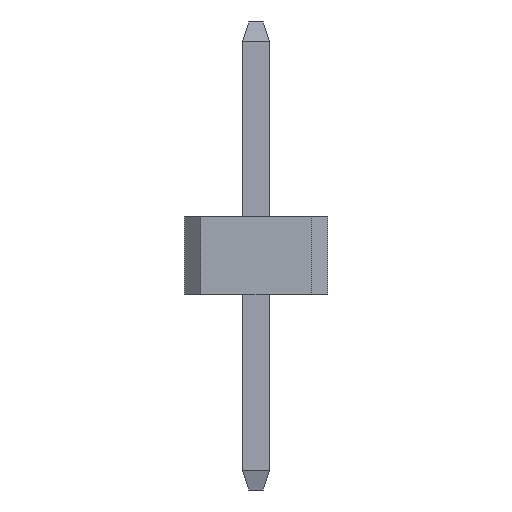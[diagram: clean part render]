
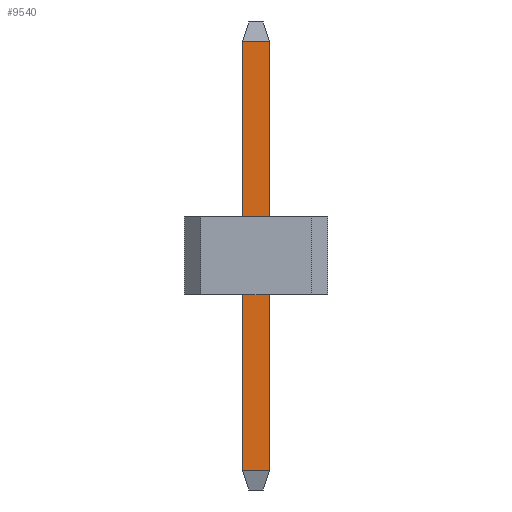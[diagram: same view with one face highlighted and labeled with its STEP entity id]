
A CAD part, front view. The second image highlights one B-rep face of the part: STEP entity #9540.
In plain terms, the highlighted face is planar.
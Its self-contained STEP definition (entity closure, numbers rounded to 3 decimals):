
#9187 = PLANE('',#9188);
#9188 = AXIS2_PLACEMENT_3D('',#9189,#9190,#9191);
#9189 = CARTESIAN_POINT('',(15.03,0.21,-3.));
#9190 = DIRECTION('',(0.,1.,0.));
#9191 = DIRECTION('',(1.,0.,0.));
#9212 = VERTEX_POINT('',#9213);
#9213 = CARTESIAN_POINT('',(15.45,0.21,3.9));
#9239 = EDGE_CURVE('',#9240,#9212,#9242,.T.);
#9240 = VERTEX_POINT('',#9241);
#9241 = CARTESIAN_POINT('',(15.45,0.21,-2.7));
#9242 = SURFACE_CURVE('',#9243,(#9247,#9254),.PCURVE_S1.);
#9243 = LINE('',#9244,#9245);
#9244 = CARTESIAN_POINT('',(15.45,0.21,-3.));
#9245 = VECTOR('',#9246,1.);
#9246 = DIRECTION('',(0.,0.,1.));
#9247 = PCURVE('',#9187,#9248);
#9248 = DEFINITIONAL_REPRESENTATION('',(#9249),#9253);
#9249 = LINE('',#9250,#9251);
#9250 = CARTESIAN_POINT('',(0.42,0.));
#9251 = VECTOR('',#9252,1.);
#9252 = DIRECTION('',(0.,-1.));
#9253 = ( GEOMETRIC_REPRESENTATION_CONTEXT(2) 
PARAMETRIC_REPRESENTATION_CONTEXT() REPRESENTATION_CONTEXT('2D SPACE',''
  ) );
#9254 = PCURVE('',#9255,#9260);
#9255 = PLANE('',#9256);
#9256 = AXIS2_PLACEMENT_3D('',#9257,#9258,#9259);
#9257 = CARTESIAN_POINT('',(15.45,0.21,-3.));
#9258 = DIRECTION('',(1.,0.,0.));
#9259 = DIRECTION('',(0.,-1.,0.));
#9260 = DEFINITIONAL_REPRESENTATION('',(#9261),#9265);
#9261 = LINE('',#9262,#9263);
#9262 = CARTESIAN_POINT('',(0.,0.));
#9263 = VECTOR('',#9264,1.);
#9264 = DIRECTION('',(0.,-1.));
#9265 = ( GEOMETRIC_REPRESENTATION_CONTEXT(2) 
PARAMETRIC_REPRESENTATION_CONTEXT() REPRESENTATION_CONTEXT('2D SPACE',''
  ) );
#9314 = PLANE('',#9315);
#9315 = AXIS2_PLACEMENT_3D('',#9316,#9317,#9318);
#9316 = CARTESIAN_POINT('',(15.45,-0.21,-3.));
#9317 = DIRECTION('',(0.,-1.,0.));
#9318 = DIRECTION('',(-1.,0.,0.));
#9422 = PLANE('',#9423);
#9423 = AXIS2_PLACEMENT_3D('',#9424,#9425,#9426);
#9424 = CARTESIAN_POINT('',(15.4,0.21,-2.85));
#9425 = DIRECTION('',(-0.949,0.,0.316
    ));
#9426 = DIRECTION('',(0.,1.,0.));
#9503 = PLANE('',#9504);
#9504 = AXIS2_PLACEMENT_3D('',#9505,#9506,#9507);
#9505 = CARTESIAN_POINT('',(15.4,0.21,4.05));
#9506 = DIRECTION('',(0.949,0.,0.316
    ));
#9507 = DIRECTION('',(0.,1.,0.));
#9540 = ADVANCED_FACE('',(#9541),#9255,.T.);
#9541 = FACE_BOUND('',#9542,.T.);
#9542 = EDGE_LOOP('',(#9543,#9544,#9567,#9590));
#9543 = ORIENTED_EDGE('',*,*,#9239,.T.);
#9544 = ORIENTED_EDGE('',*,*,#9545,.T.);
#9545 = EDGE_CURVE('',#9212,#9546,#9548,.T.);
#9546 = VERTEX_POINT('',#9547);
#9547 = CARTESIAN_POINT('',(15.45,-0.21,3.9));
#9548 = SURFACE_CURVE('',#9549,(#9553,#9560),.PCURVE_S1.);
#9549 = LINE('',#9550,#9551);
#9550 = CARTESIAN_POINT('',(15.45,0.21,3.9));
#9551 = VECTOR('',#9552,1.);
#9552 = DIRECTION('',(0.,-1.,0.));
#9553 = PCURVE('',#9255,#9554);
#9554 = DEFINITIONAL_REPRESENTATION('',(#9555),#9559);
#9555 = LINE('',#9556,#9557);
#9556 = CARTESIAN_POINT('',(0.,-6.9));
#9557 = VECTOR('',#9558,1.);
#9558 = DIRECTION('',(1.,0.));
#9559 = ( GEOMETRIC_REPRESENTATION_CONTEXT(2) 
PARAMETRIC_REPRESENTATION_CONTEXT() REPRESENTATION_CONTEXT('2D SPACE',''
  ) );
#9560 = PCURVE('',#9503,#9561);
#9561 = DEFINITIONAL_REPRESENTATION('',(#9562),#9566);
#9562 = LINE('',#9563,#9564);
#9563 = CARTESIAN_POINT('',(0.,-0.158));
#9564 = VECTOR('',#9565,1.);
#9565 = DIRECTION('',(-1.,0.));
#9566 = ( GEOMETRIC_REPRESENTATION_CONTEXT(2) 
PARAMETRIC_REPRESENTATION_CONTEXT() REPRESENTATION_CONTEXT('2D SPACE',''
  ) );
#9567 = ORIENTED_EDGE('',*,*,#9568,.F.);
#9568 = EDGE_CURVE('',#9569,#9546,#9571,.T.);
#9569 = VERTEX_POINT('',#9570);
#9570 = CARTESIAN_POINT('',(15.45,-0.21,-2.7));
#9571 = SURFACE_CURVE('',#9572,(#9576,#9583),.PCURVE_S1.);
#9572 = LINE('',#9573,#9574);
#9573 = CARTESIAN_POINT('',(15.45,-0.21,-3.));
#9574 = VECTOR('',#9575,1.);
#9575 = DIRECTION('',(0.,0.,1.));
#9576 = PCURVE('',#9255,#9577);
#9577 = DEFINITIONAL_REPRESENTATION('',(#9578),#9582);
#9578 = LINE('',#9579,#9580);
#9579 = CARTESIAN_POINT('',(0.42,0.));
#9580 = VECTOR('',#9581,1.);
#9581 = DIRECTION('',(0.,-1.));
#9582 = ( GEOMETRIC_REPRESENTATION_CONTEXT(2) 
PARAMETRIC_REPRESENTATION_CONTEXT() REPRESENTATION_CONTEXT('2D SPACE',''
  ) );
#9583 = PCURVE('',#9314,#9584);
#9584 = DEFINITIONAL_REPRESENTATION('',(#9585),#9589);
#9585 = LINE('',#9586,#9587);
#9586 = CARTESIAN_POINT('',(0.,0.));
#9587 = VECTOR('',#9588,1.);
#9588 = DIRECTION('',(0.,-1.));
#9589 = ( GEOMETRIC_REPRESENTATION_CONTEXT(2) 
PARAMETRIC_REPRESENTATION_CONTEXT() REPRESENTATION_CONTEXT('2D SPACE',''
  ) );
#9590 = ORIENTED_EDGE('',*,*,#9591,.F.);
#9591 = EDGE_CURVE('',#9240,#9569,#9592,.T.);
#9592 = SURFACE_CURVE('',#9593,(#9597,#9604),.PCURVE_S1.);
#9593 = LINE('',#9594,#9595);
#9594 = CARTESIAN_POINT('',(15.45,0.21,-2.7));
#9595 = VECTOR('',#9596,1.);
#9596 = DIRECTION('',(0.,-1.,0.));
#9597 = PCURVE('',#9255,#9598);
#9598 = DEFINITIONAL_REPRESENTATION('',(#9599),#9603);
#9599 = LINE('',#9600,#9601);
#9600 = CARTESIAN_POINT('',(0.,-0.3));
#9601 = VECTOR('',#9602,1.);
#9602 = DIRECTION('',(1.,0.));
#9603 = ( GEOMETRIC_REPRESENTATION_CONTEXT(2) 
PARAMETRIC_REPRESENTATION_CONTEXT() REPRESENTATION_CONTEXT('2D SPACE',''
  ) );
#9604 = PCURVE('',#9422,#9605);
#9605 = DEFINITIONAL_REPRESENTATION('',(#9606),#9610);
#9606 = LINE('',#9607,#9608);
#9607 = CARTESIAN_POINT('',(0.,-0.158));
#9608 = VECTOR('',#9609,1.);
#9609 = DIRECTION('',(-1.,0.));
#9610 = ( GEOMETRIC_REPRESENTATION_CONTEXT(2) 
PARAMETRIC_REPRESENTATION_CONTEXT() REPRESENTATION_CONTEXT('2D SPACE',''
  ) );
